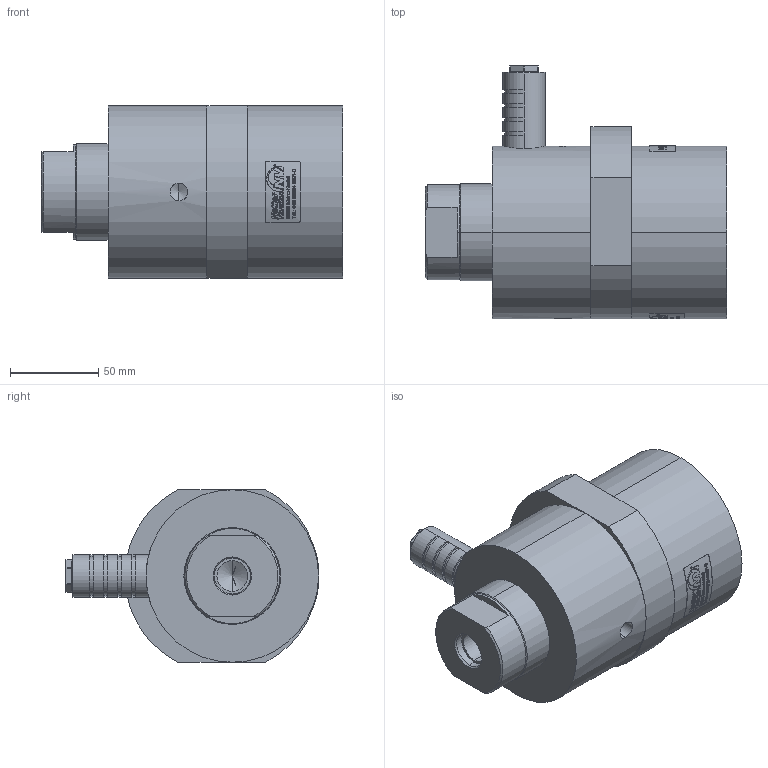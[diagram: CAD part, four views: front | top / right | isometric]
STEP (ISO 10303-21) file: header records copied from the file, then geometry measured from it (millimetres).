
FILE_DESCRIPTION (( 'STEP AP214' ), '1' );
FILE_NAME ('NTK 55 AL #03355500.STEP', '2022-03-14T15:34:24', ( '' ), ( '' ), 'SwSTEP 2.0', 'SolidWorks 2015', '' );
FILE_SCHEMA (( 'AUTOMOTIVE_DESIGN' ));
Length unit declared in the file: millimetre
Products named in the file (1): NTK 55 AL #03355500
Bounding box: 171 x 144.2 x 98 mm (x, y, z)
Volume: 954283 mm3; surface area: 130940.8 mm2
Topology: 6 solids, 6 shells, 280 faces, 1270 edges, 1090 vertices
Faces by surface type: cylinder 175, plane 58, cone 26, torus 13, sphere 8
Entity records: 22301 total; most frequent: CARTESIAN_POINT 11742, ORIENTED_EDGE 2508, DIRECTION 1588, EDGE_CURVE 1254, VERTEX_POINT 1090, AXIS2_PLACEMENT_3D 650, B_SPLINE_CURVE_WITH_KNOTS 597, EDGE_LOOP 390
